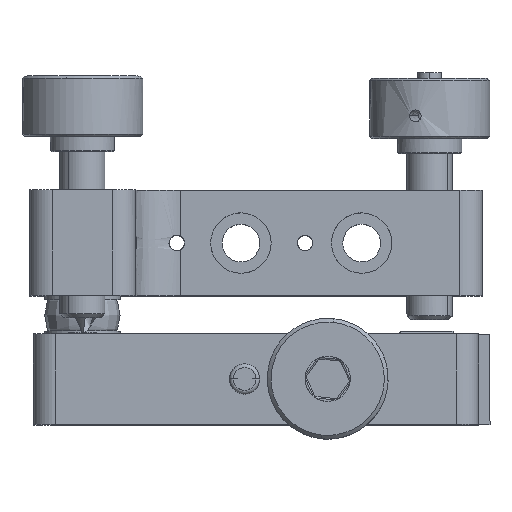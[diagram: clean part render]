
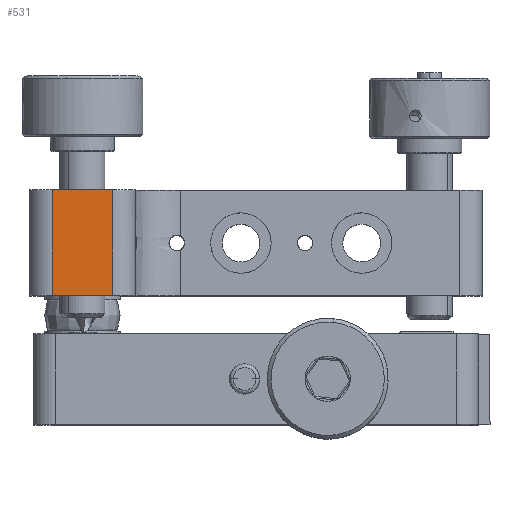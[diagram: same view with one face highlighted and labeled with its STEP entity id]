
A CAD part, top view. The second image highlights one B-rep face of the part: STEP entity #531.
In plain terms, the highlighted free-form (B-spline) face has degree [1, 1] with [2, 2] control points.
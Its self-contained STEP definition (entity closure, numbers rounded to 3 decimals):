
#531=ADVANCED_FACE('',(#1268),#26323,.T.);
#1268=FACE_OUTER_BOUND('',#2015,.T.);
#2015=EDGE_LOOP('',(#3004,#3005,#3006,#3007));
#3004=ORIENTED_EDGE('',*,*,#18328,.T.);
#3005=ORIENTED_EDGE('',*,*,#18329,.T.);
#3006=ORIENTED_EDGE('',*,*,#18330,.T.);
#3007=ORIENTED_EDGE('',*,*,#18327,.F.);
#6954=(
BOUNDED_CURVE()
B_SPLINE_CURVE(1,(#29539,#29540),.UNSPECIFIED.,.F.,.F.)
B_SPLINE_CURVE_WITH_KNOTS((2,2),(0.,14.),.UNSPECIFIED.)
CURVE()
GEOMETRIC_REPRESENTATION_ITEM()
RATIONAL_B_SPLINE_CURVE((1.,1.))
REPRESENTATION_ITEM('')
);
#8332=PCURVE('',#26790,#12342);
#8333=PCURVE('',#26323,#12343);
#8334=PCURVE('',#26323,#12344);
#8335=PCURVE('',#26323,#12345);
#8336=PCURVE('',#26323,#12346);
#8348=PCURVE('',#26324,#12358);
#8370=PCURVE('',#26791,#12380);
#8425=PCURVE('',#26328,#12435);
#12342=DEFINITIONAL_REPRESENTATION('',(#20419),#53426);
#12343=DEFINITIONAL_REPRESENTATION('',(#20421),#53426);
#12344=DEFINITIONAL_REPRESENTATION('',(#20423),#53426);
#12345=DEFINITIONAL_REPRESENTATION('',(#20425),#53426);
#12346=DEFINITIONAL_REPRESENTATION('',(#20426),#53426);
#12358=DEFINITIONAL_REPRESENTATION('',(#20435),#53426);
#12380=DEFINITIONAL_REPRESENTATION('',(#20439),#53426);
#12435=DEFINITIONAL_REPRESENTATION('',(#20480),#53426);
#16294=SURFACE_CURVE('',#6954,(#8332,#8336),.PCURVE_S1.);
#16295=SURFACE_CURVE('',#20420,(#8333,#8348),.PCURVE_S1.);
#16296=SURFACE_CURVE('',#20422,(#8334,#8370),.PCURVE_S1.);
#16297=SURFACE_CURVE('',#20424,(#8335,#8425),.PCURVE_S1.);
#18327=EDGE_CURVE('',#25051,#25050,#16294,.T.);
#18328=EDGE_CURVE('',#25051,#25052,#16295,.T.);
#18329=EDGE_CURVE('',#25052,#25053,#16296,.T.);
#18330=EDGE_CURVE('',#25053,#25050,#16297,.T.);
#20419=B_SPLINE_CURVE_WITH_KNOTS('',1,(#29541,#29542),.UNSPECIFIED.,.F.,
 .F.,(2,2),(0.,14.),.UNSPECIFIED.);
#20420=B_SPLINE_CURVE_WITH_KNOTS('',1,(#29543,#29544),.UNSPECIFIED.,.F.,
 .F.,(2,2),(-8.,0.),.UNSPECIFIED.);
#20421=B_SPLINE_CURVE_WITH_KNOTS('',1,(#29545,#29546),.UNSPECIFIED.,.F.,
 .F.,(2,2),(-8.,0.),.UNSPECIFIED.);
#20422=B_SPLINE_CURVE_WITH_KNOTS('',1,(#29547,#29548),.UNSPECIFIED.,.F.,
 .F.,(2,2),(-14.,0.),.UNSPECIFIED.);
#20423=B_SPLINE_CURVE_WITH_KNOTS('',1,(#29549,#29550),.UNSPECIFIED.,.F.,
 .F.,(2,2),(-14.,0.),.UNSPECIFIED.);
#20424=B_SPLINE_CURVE_WITH_KNOTS('',1,(#29551,#29552),.UNSPECIFIED.,.F.,
 .F.,(2,2),(-8.,0.),.UNSPECIFIED.);
#20425=B_SPLINE_CURVE_WITH_KNOTS('',1,(#29553,#29554),.UNSPECIFIED.,.F.,
 .F.,(2,2),(-8.,0.),.UNSPECIFIED.);
#20426=B_SPLINE_CURVE_WITH_KNOTS('',1,(#29555,#29556),.UNSPECIFIED.,.F.,
 .F.,(2,2),(0.,14.),.UNSPECIFIED.);
#20435=B_SPLINE_CURVE_WITH_KNOTS('',1,(#29606,#29607),.UNSPECIFIED.,.F.,
 .F.,(2,2),(-8.,0.),.UNSPECIFIED.);
#20439=B_SPLINE_CURVE_WITH_KNOTS('',1,(#29751,#29752),.UNSPECIFIED.,.F.,
 .F.,(2,2),(-14.,0.),.UNSPECIFIED.);
#20480=B_SPLINE_CURVE_WITH_KNOTS('',1,(#30125,#30126),.UNSPECIFIED.,.F.,
 .F.,(2,2),(-8.,0.),.UNSPECIFIED.);
#25050=VERTEX_POINT('',#28393);
#25051=VERTEX_POINT('',#28394);
#25052=VERTEX_POINT('',#28395);
#25053=VERTEX_POINT('',#28396);
#26323=B_SPLINE_SURFACE_WITH_KNOTS('',1,1,((#27806,#27807),(#27808,#27809)),
 .UNSPECIFIED.,.F.,.F.,.F.,(2,2),(2,2),(-17.04,0.),(-9.84,
0.),.UNSPECIFIED.);
#26324=B_SPLINE_SURFACE_WITH_KNOTS('',1,1,((#27810,#27811),(#27812,#27813)),
 .UNSPECIFIED.,.F.,.F.,.F.,(2,2),(2,2),(-72.24,0.),
(0.,72.24),.UNSPECIFIED.);
#26328=B_SPLINE_SURFACE_WITH_KNOTS('',1,1,((#27916,#27917),(#27918,#27919)),
 .UNSPECIFIED.,.F.,.F.,.F.,(2,2),(2,2),(0.,72.24),
(0.,72.24),.UNSPECIFIED.);
#26790=(
BOUNDED_SURFACE()
B_SPLINE_SURFACE(2,1,((#27788,#27789),(#27790,#27791),(#27792,#27793),(#27794,
#27795),(#27796,#27797),(#27798,#27799),(#27800,#27801),(#27802,#27803),
(#27804,#27805)),.UNSPECIFIED.,.T.,.F.,.F.)
B_SPLINE_SURFACE_WITH_KNOTS((3,2,2,2,3),(2,2),(0.,1.571,3.142,
4.712,6.283),(0.,17.04),.UNSPECIFIED.)
GEOMETRIC_REPRESENTATION_ITEM()
RATIONAL_B_SPLINE_SURFACE(((1.,1.),(0.707,0.707),
(1.,1.),(0.707,0.707),(1.,1.),(0.707,
0.707),(1.,1.),(0.707,0.707),(1.,1.)))
REPRESENTATION_ITEM('')
SURFACE()
);
#26791=(
BOUNDED_SURFACE()
B_SPLINE_SURFACE(2,1,((#27814,#27815),(#27816,#27817),(#27818,#27819),(#27820,
#27821),(#27822,#27823),(#27824,#27825),(#27826,#27827),(#27828,#27829),
(#27830,#27831)),.UNSPECIFIED.,.T.,.F.,.F.)
B_SPLINE_SURFACE_WITH_KNOTS((3,2,2,2,3),(2,2),(0.,1.571,3.142,
4.712,6.283),(0.,17.04),.UNSPECIFIED.)
GEOMETRIC_REPRESENTATION_ITEM()
RATIONAL_B_SPLINE_SURFACE(((1.,1.),(0.707,0.707),
(1.,1.),(0.707,0.707),(1.,1.),(0.707,
0.707),(1.,1.),(0.707,0.707),(1.,1.)))
REPRESENTATION_ITEM('')
SURFACE()
);
#27788=CARTESIAN_POINT('',(56.5,61.649,-7.5));
#27789=CARTESIAN_POINT('',(56.5,44.609,-7.5));
#27790=CARTESIAN_POINT('',(53.5,61.649,-7.5));
#27791=CARTESIAN_POINT('',(53.5,44.609,-7.5));
#27792=CARTESIAN_POINT('',(53.5,61.649,-10.5));
#27793=CARTESIAN_POINT('',(53.5,44.609,-10.5));
#27794=CARTESIAN_POINT('',(53.5,61.649,-13.5));
#27795=CARTESIAN_POINT('',(53.5,44.609,-13.5));
#27796=CARTESIAN_POINT('',(56.5,61.649,-13.5));
#27797=CARTESIAN_POINT('',(56.5,44.609,-13.5));
#27798=CARTESIAN_POINT('',(59.5,61.649,-13.5));
#27799=CARTESIAN_POINT('',(59.5,44.609,-13.5));
#27800=CARTESIAN_POINT('',(59.5,61.649,-10.5));
#27801=CARTESIAN_POINT('',(59.5,44.609,-10.5));
#27802=CARTESIAN_POINT('',(59.5,61.649,-7.5));
#27803=CARTESIAN_POINT('',(59.5,44.609,-7.5));
#27804=CARTESIAN_POINT('',(56.5,61.649,-7.5));
#27805=CARTESIAN_POINT('',(56.5,44.609,-7.5));
#27806=CARTESIAN_POINT('',(59.5,44.609,-11.42));
#27807=CARTESIAN_POINT('',(59.5,44.609,-1.58));
#27808=CARTESIAN_POINT('',(59.5,61.649,-11.42));
#27809=CARTESIAN_POINT('',(59.5,61.649,-1.58));
#27810=CARTESIAN_POINT('',(-6.62,60.129,-65.62));
#27811=CARTESIAN_POINT('',(65.62,60.129,-65.62));
#27812=CARTESIAN_POINT('',(-6.62,60.129,6.62));
#27813=CARTESIAN_POINT('',(65.62,60.129,6.62));
#27814=CARTESIAN_POINT('',(56.5,44.609,-5.5));
#27815=CARTESIAN_POINT('',(56.5,61.649,-5.5));
#27816=CARTESIAN_POINT('',(53.5,44.609,-5.5));
#27817=CARTESIAN_POINT('',(53.5,61.649,-5.5));
#27818=CARTESIAN_POINT('',(53.5,44.609,-2.5));
#27819=CARTESIAN_POINT('',(53.5,61.649,-2.5));
#27820=CARTESIAN_POINT('',(53.5,44.609,0.5));
#27821=CARTESIAN_POINT('',(53.5,61.649,0.5));
#27822=CARTESIAN_POINT('',(56.5,44.609,0.5));
#27823=CARTESIAN_POINT('',(56.5,61.649,0.5));
#27824=CARTESIAN_POINT('',(59.5,44.609,0.5));
#27825=CARTESIAN_POINT('',(59.5,61.649,0.5));
#27826=CARTESIAN_POINT('',(59.5,44.609,-2.5));
#27827=CARTESIAN_POINT('',(59.5,61.649,-2.5));
#27828=CARTESIAN_POINT('',(59.5,44.609,-5.5));
#27829=CARTESIAN_POINT('',(59.5,61.649,-5.5));
#27830=CARTESIAN_POINT('',(56.5,44.609,-5.5));
#27831=CARTESIAN_POINT('',(56.5,61.649,-5.5));
#27916=CARTESIAN_POINT('',(-6.62,46.129,6.62));
#27917=CARTESIAN_POINT('',(65.62,46.129,6.62));
#27918=CARTESIAN_POINT('',(-6.62,46.129,-65.62));
#27919=CARTESIAN_POINT('',(65.62,46.129,-65.62));
#28393=CARTESIAN_POINT('',(59.5,46.129,-10.5));
#28394=CARTESIAN_POINT('',(59.5,60.129,-10.5));
#28395=CARTESIAN_POINT('',(59.5,60.129,-2.5));
#28396=CARTESIAN_POINT('',(59.5,46.129,-2.5));
#29539=CARTESIAN_POINT('',(59.5,60.129,-10.5));
#29540=CARTESIAN_POINT('',(59.5,46.129,-10.5));
#29541=CARTESIAN_POINT('',(4.712,1.52));
#29542=CARTESIAN_POINT('',(4.712,15.52));
#29543=CARTESIAN_POINT('',(59.5,60.129,-10.5));
#29544=CARTESIAN_POINT('',(59.5,60.129,-2.5));
#29545=CARTESIAN_POINT('',(-1.52,-8.92));
#29546=CARTESIAN_POINT('',(-1.52,-0.92));
#29547=CARTESIAN_POINT('',(59.5,60.129,-2.5));
#29548=CARTESIAN_POINT('',(59.5,46.129,-2.5));
#29549=CARTESIAN_POINT('',(-1.52,-0.92));
#29550=CARTESIAN_POINT('',(-15.52,-0.92));
#29551=CARTESIAN_POINT('',(59.5,46.129,-2.5));
#29552=CARTESIAN_POINT('',(59.5,46.129,-10.5));
#29553=CARTESIAN_POINT('',(-15.52,-0.92));
#29554=CARTESIAN_POINT('',(-15.52,-8.92));
#29555=CARTESIAN_POINT('',(-1.52,-8.92));
#29556=CARTESIAN_POINT('',(-15.52,-8.92));
#29606=CARTESIAN_POINT('',(-17.12,66.12));
#29607=CARTESIAN_POINT('',(-9.12,66.12));
#29751=CARTESIAN_POINT('',(4.712,15.52));
#29752=CARTESIAN_POINT('',(4.712,1.52));
#30125=CARTESIAN_POINT('',(9.12,66.12));
#30126=CARTESIAN_POINT('',(17.12,66.12));
#53426=(
GEOMETRIC_REPRESENTATION_CONTEXT(2)
PARAMETRIC_REPRESENTATION_CONTEXT()
REPRESENTATION_CONTEXT('pspace','')
);
